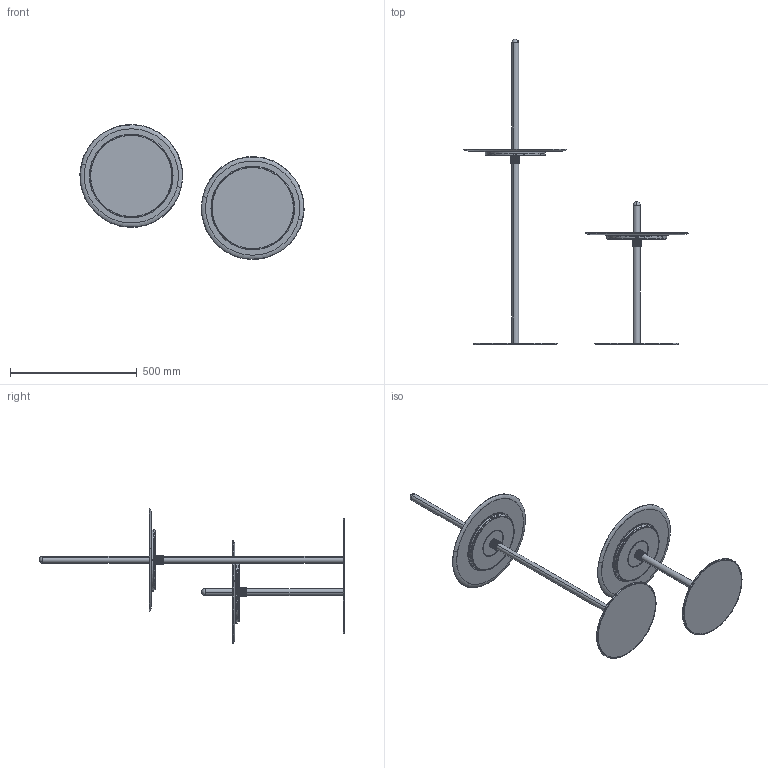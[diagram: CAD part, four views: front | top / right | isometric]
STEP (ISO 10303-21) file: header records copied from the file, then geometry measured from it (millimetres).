
FILE_DESCRIPTION (( 'STEP AP214' ), '1' );
FILE_NAME ('Pablo Designs, Nivel Pedestal Share CAD, 010623.STEP', '2023-01-06T20:34:51', ( '' ), ( '' ), 'SwSTEP 2.0', 'SolidWorks 2019', '' );
FILE_SCHEMA (( 'AUTOMOTIVE_DESIGN' ));
Length unit declared in the file: inch
Products named in the file (1): Pablo Designs, Nivel Pedestal Share CAD, 010623
Bounding box: 885.19 x 1206 x 532.46 mm (x, y, z)
Volume: 3943592.1 mm3; surface area: 1222265.9 mm2
Topology: 6 solids, 9 shells, 1859 faces, 5481 edges, 3736 vertices
Faces by surface type: plane 707, cylinder 625, bspline 357, cone 116, torus 50, sphere 4
Entity records: 166981 total; most frequent: CARTESIAN_POINT 98750, ORIENTED_EDGE 10944, DIRECTION 6913, EDGE_CURVE 5472, VERTEX_POINT 3735, AXIS2_PLACEMENT_3D 2541, B_SPLINE_CURVE_WITH_KNOTS 2344, EDGE_LOOP 1997
